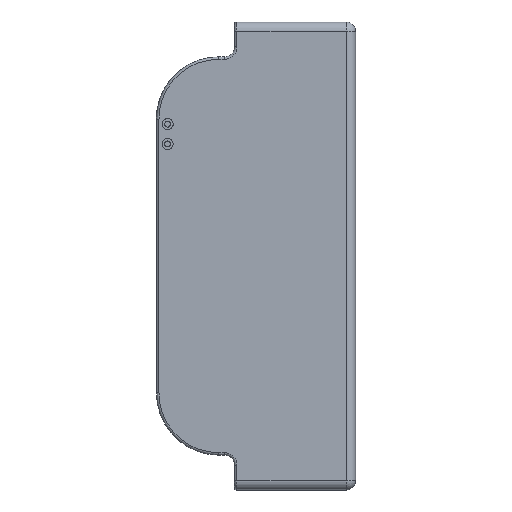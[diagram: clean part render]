
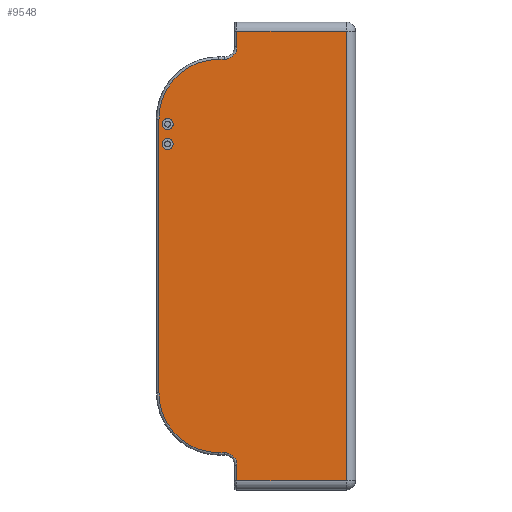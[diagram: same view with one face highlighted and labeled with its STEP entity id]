
A CAD part, left-side view. The second image highlights one B-rep face of the part: STEP entity #9548.
In plain terms, the highlighted planar face has unit normal (-1, 0, 0).
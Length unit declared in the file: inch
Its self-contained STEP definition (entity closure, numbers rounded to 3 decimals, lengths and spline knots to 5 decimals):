
#429=FACE_BOUND('',#1884,.T.);
#430=FACE_BOUND('',#1885,.T.);
#975=CIRCLE('',#10101,0.1125);
#976=CIRCLE('',#10102,0.1125);
#979=CIRCLE('',#10106,0.1125);
#980=CIRCLE('',#10107,0.1125);
#1084=CIRCLE('',#10316,0.25);
#1085=CIRCLE('',#10317,1.2);
#1086=CIRCLE('',#10318,1.2);
#1087=CIRCLE('',#10319,0.25);
#1298=FACE_OUTER_BOUND('',#1883,.T.);
#1883=EDGE_LOOP('',(#7304,#7305,#7306,#7307,#7308,#7309,#7310,#7311,#7312,
#7313,#7314,#7315));
#1884=EDGE_LOOP('',(#7316,#7317));
#1885=EDGE_LOOP('',(#7318,#7319));
#2484=LINE('',#14301,#3253);
#2600=LINE('',#14831,#3369);
#2603=LINE('',#14839,#3372);
#2604=LINE('',#14842,#3373);
#2605=LINE('',#14844,#3374);
#2606=LINE('',#14848,#3375);
#2607=LINE('',#14852,#3376);
#2608=LINE('',#14856,#3377);
#3253=VECTOR('',#10968,0.3937);
#3369=VECTOR('',#11584,0.3937);
#3372=VECTOR('',#11593,0.3937);
#3373=VECTOR('',#11596,0.3937);
#3374=VECTOR('',#11597,0.3937);
#3375=VECTOR('',#11600,0.3937);
#3376=VECTOR('',#11603,0.3937);
#3377=VECTOR('',#11606,0.3937);
#4271=VERTEX_POINT('',#14295);
#4272=VERTEX_POINT('',#14299);
#4297=VERTEX_POINT('',#14381);
#4298=VERTEX_POINT('',#14382);
#4301=VERTEX_POINT('',#14391);
#4302=VERTEX_POINT('',#14392);
#4412=VERTEX_POINT('',#14828);
#4414=VERTEX_POINT('',#14837);
#4415=VERTEX_POINT('',#14841);
#4416=VERTEX_POINT('',#14843);
#4417=VERTEX_POINT('',#14845);
#4418=VERTEX_POINT('',#14847);
#4419=VERTEX_POINT('',#14849);
#4420=VERTEX_POINT('',#14851);
#4421=VERTEX_POINT('',#14853);
#4422=VERTEX_POINT('',#14855);
#5261=EDGE_CURVE('',#4272,#4271,#2484,.T.);
#5298=EDGE_CURVE('',#4297,#4298,#975,.T.);
#5299=EDGE_CURVE('',#4298,#4297,#976,.T.);
#5303=EDGE_CURVE('',#4301,#4302,#979,.T.);
#5304=EDGE_CURVE('',#4302,#4301,#980,.T.);
#5508=EDGE_CURVE('',#4271,#4412,#2600,.T.);
#5512=EDGE_CURVE('',#4414,#4272,#2603,.T.);
#5513=EDGE_CURVE('',#4412,#4415,#2604,.T.);
#5514=EDGE_CURVE('',#4416,#4414,#2605,.T.);
#5515=EDGE_CURVE('',#4417,#4416,#1084,.T.);
#5516=EDGE_CURVE('',#4418,#4417,#2606,.T.);
#5517=EDGE_CURVE('',#4419,#4418,#1085,.T.);
#5518=EDGE_CURVE('',#4420,#4419,#2607,.T.);
#5519=EDGE_CURVE('',#4421,#4420,#1086,.T.);
#5520=EDGE_CURVE('',#4422,#4421,#2608,.T.);
#5521=EDGE_CURVE('',#4415,#4422,#1087,.T.);
#7304=ORIENTED_EDGE('',*,*,#5513,.F.);
#7305=ORIENTED_EDGE('',*,*,#5508,.F.);
#7306=ORIENTED_EDGE('',*,*,#5261,.F.);
#7307=ORIENTED_EDGE('',*,*,#5512,.F.);
#7308=ORIENTED_EDGE('',*,*,#5514,.F.);
#7309=ORIENTED_EDGE('',*,*,#5515,.F.);
#7310=ORIENTED_EDGE('',*,*,#5516,.F.);
#7311=ORIENTED_EDGE('',*,*,#5517,.F.);
#7312=ORIENTED_EDGE('',*,*,#5518,.F.);
#7313=ORIENTED_EDGE('',*,*,#5519,.F.);
#7314=ORIENTED_EDGE('',*,*,#5520,.F.);
#7315=ORIENTED_EDGE('',*,*,#5521,.F.);
#7316=ORIENTED_EDGE('',*,*,#5298,.T.);
#7317=ORIENTED_EDGE('',*,*,#5299,.T.);
#7318=ORIENTED_EDGE('',*,*,#5303,.T.);
#7319=ORIENTED_EDGE('',*,*,#5304,.T.);
#9272=PLANE('',#10315);
#9548=ADVANCED_FACE('',(#1298,#429,#430),#9272,.T.);
#10101=AXIS2_PLACEMENT_3D('',#14383,#11063,#11064);
#10102=AXIS2_PLACEMENT_3D('',#14384,#11065,#11066);
#10106=AXIS2_PLACEMENT_3D('',#14393,#11074,#11075);
#10107=AXIS2_PLACEMENT_3D('',#14394,#11076,#11077);
#10315=AXIS2_PLACEMENT_3D('',#14840,#11594,#11595);
#10316=AXIS2_PLACEMENT_3D('',#14846,#11598,#11599);
#10317=AXIS2_PLACEMENT_3D('',#14850,#11601,#11602);
#10318=AXIS2_PLACEMENT_3D('',#14854,#11604,#11605);
#10319=AXIS2_PLACEMENT_3D('',#14857,#11607,#11608);
#10968=DIRECTION('',(0.,0.,-1.));
#11063=DIRECTION('center_axis',(1.,0.,0.));
#11064=DIRECTION('ref_axis',(0.,-1.,0.));
#11065=DIRECTION('center_axis',(1.,0.,0.));
#11066=DIRECTION('ref_axis',(0.,-1.,0.));
#11074=DIRECTION('center_axis',(1.,0.,0.));
#11075=DIRECTION('ref_axis',(0.,-1.,0.));
#11076=DIRECTION('center_axis',(1.,0.,0.));
#11077=DIRECTION('ref_axis',(0.,-1.,0.));
#11584=DIRECTION('',(0.,1.,0.));
#11593=DIRECTION('',(0.,-1.,0.));
#11594=DIRECTION('center_axis',(-1.,0.,0.));
#11595=DIRECTION('ref_axis',(0.,-1.,0.));
#11596=DIRECTION('',(0.,0.,1.));
#11597=DIRECTION('',(0.,0.,1.));
#11598=DIRECTION('center_axis',(-1.,0.,0.));
#11599=DIRECTION('ref_axis',(0.,-0.707,-0.707));
#11600=DIRECTION('',(0.,-1.,0.));
#11601=DIRECTION('center_axis',(1.,0.,0.));
#11602=DIRECTION('ref_axis',(0.,0.707,0.707));
#11603=DIRECTION('',(0.,0.,1.));
#11604=DIRECTION('center_axis',(1.,0.,0.));
#11605=DIRECTION('ref_axis',(0.,0.707,-0.707));
#11606=DIRECTION('',(0.,1.,0.));
#11607=DIRECTION('center_axis',(-1.,0.,0.));
#11608=DIRECTION('ref_axis',(0.,-0.707,0.707));
#14295=CARTESIAN_POINT('',(0.,0.187,0.187));
#14299=CARTESIAN_POINT('',(0.,0.187,9.213));
#14301=CARTESIAN_POINT('',(0.,0.187,0.));
#14381=CARTESIAN_POINT('',(0.,3.6625,7.35));
#14382=CARTESIAN_POINT('',(0.,3.8875,7.35));
#14383=CARTESIAN_POINT('Origin',(0.,3.775,7.35));
#14384=CARTESIAN_POINT('Origin',(0.,3.775,7.35));
#14391=CARTESIAN_POINT('',(0.,3.6625,6.95));
#14392=CARTESIAN_POINT('',(0.,3.8875,6.95));
#14393=CARTESIAN_POINT('Origin',(0.,3.775,6.95));
#14394=CARTESIAN_POINT('Origin',(0.,3.775,6.95));
#14828=CARTESIAN_POINT('',(0.,2.384,0.187));
#14831=CARTESIAN_POINT('',(0.,2.45722,0.187));
#14837=CARTESIAN_POINT('',(0.,2.384,9.213));
#14839=CARTESIAN_POINT('',(0.,2.45722,9.213));
#14840=CARTESIAN_POINT('Origin',(0.,3.563,0.));
#14841=CARTESIAN_POINT('',(0.,2.384,0.5));
#14842=CARTESIAN_POINT('',(0.,2.384,0.125));
#14843=CARTESIAN_POINT('',(0.,2.384,8.9));
#14844=CARTESIAN_POINT('',(0.,2.384,4.575));
#14845=CARTESIAN_POINT('',(0.,2.634,8.65));
#14846=CARTESIAN_POINT('Origin',(0.,2.634,8.9));
#14847=CARTESIAN_POINT('',(0.,2.75,8.65));
#14848=CARTESIAN_POINT('',(0.,3.9985,8.65));
#14849=CARTESIAN_POINT('',(0.,3.95,7.45));
#14850=CARTESIAN_POINT('Origin',(0.,2.75,7.45));
#14851=CARTESIAN_POINT('',(0.,3.95,1.95));
#14852=CARTESIAN_POINT('',(0.,3.95,4.35));
#14853=CARTESIAN_POINT('',(0.,2.75,0.75));
#14854=CARTESIAN_POINT('Origin',(0.,2.75,1.95));
#14855=CARTESIAN_POINT('',(0.,2.634,0.75));
#14856=CARTESIAN_POINT('',(0.,2.9985,0.75));
#14857=CARTESIAN_POINT('Origin',(0.,2.634,0.5));
